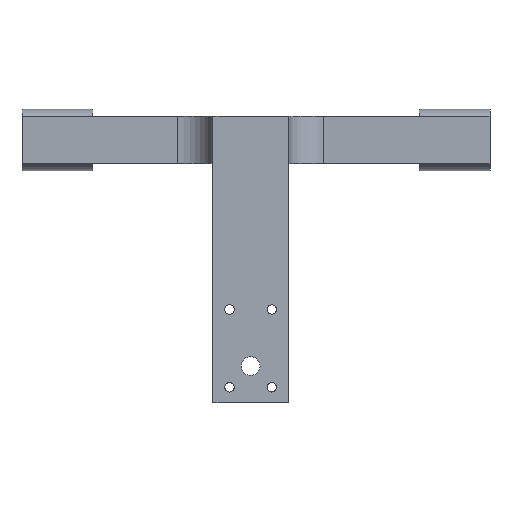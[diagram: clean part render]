
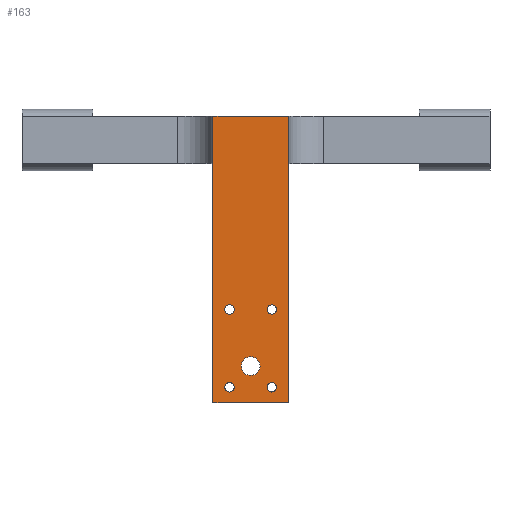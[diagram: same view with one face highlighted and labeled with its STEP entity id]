
A CAD part, top view. The second image highlights one B-rep face of the part: STEP entity #163.
In plain terms, the highlighted planar face has unit normal (0, 0, 1).
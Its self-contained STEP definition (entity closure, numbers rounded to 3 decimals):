
#8 = EDGE_CURVE ( 'NONE', #588, #815, #631, .T. ) ;
#11 = VERTEX_POINT ( 'NONE', #837 ) ;
#17 = ORIENTED_EDGE ( 'NONE', *, *, #626, .F. ) ;
#18 = DIRECTION ( 'NONE',  ( 1., 0., 0. ) ) ;
#27 = DIRECTION ( 'NONE',  ( 0., 0., 1. ) ) ;
#45 = VECTOR ( 'NONE', #966, 1000. ) ;
#51 = VECTOR ( 'NONE', #378, 1000. ) ;
#76 = EDGE_CURVE ( 'NONE', #288, #1294, #1061, .T. ) ;
#126 = CIRCLE ( 'NONE', #849, 2. ) ;
#128 = AXIS2_PLACEMENT_3D ( 'NONE', #251, #1065, #571 ) ;
#138 = CARTESIAN_POINT ( 'NONE',  ( 0., -7.5, 5. ) ) ;
#142 = AXIS2_PLACEMENT_3D ( 'NONE', #1244, #736, #229 ) ;
#156 = LINE ( 'NONE', #568, #45 ) ;
#157 = AXIS2_PLACEMENT_3D ( 'NONE', #358, #275, #1181 ) ;
#159 = CARTESIAN_POINT ( 'NONE',  ( -9., 16.5, 5. ) ) ;
#163 = ADVANCED_FACE ( 'NONE', ( #1082, #575, #798, #1210, #271, #777 ), #173, .T. ) ;
#170 = CARTESIAN_POINT ( 'NONE',  ( -16., -23., 5. ) ) ;
#173 = PLANE ( 'NONE',  #310 ) ;
#179 = EDGE_LOOP ( 'NONE', ( #387, #297 ) ) ;
#204 = ORIENTED_EDGE ( 'NONE', *, *, #918, .F. ) ;
#229 = DIRECTION ( 'NONE',  ( 1., 0., 0. ) ) ;
#230 = CARTESIAN_POINT ( 'NONE',  ( -7., -16.5, 5. ) ) ;
#232 = ORIENTED_EDGE ( 'NONE', *, *, #411, .T. ) ;
#236 = CARTESIAN_POINT ( 'NONE',  ( 9., 16.5, 5. ) ) ;
#241 = AXIS2_PLACEMENT_3D ( 'NONE', #545, #740, #18 ) ;
#251 = CARTESIAN_POINT ( 'NONE',  ( 9., -16.5, 5. ) ) ;
#252 = ORIENTED_EDGE ( 'NONE', *, *, #76, .F. ) ;
#268 = CIRCLE ( 'NONE', #157, 2. ) ;
#271 = FACE_BOUND ( 'NONE', #1252, .T. ) ;
#275 = DIRECTION ( 'NONE',  ( 0., 0., 1. ) ) ;
#287 = AXIS2_PLACEMENT_3D ( 'NONE', #835, #615, #1129 ) ;
#288 = VERTEX_POINT ( 'NONE', #961 ) ;
#297 = ORIENTED_EDGE ( 'NONE', *, *, #8, .F. ) ;
#299 = CARTESIAN_POINT ( 'NONE',  ( 0., 0., 5. ) ) ;
#302 = VERTEX_POINT ( 'NONE', #170 ) ;
#307 = EDGE_CURVE ( 'NONE', #420, #521, #268, .T. ) ;
#310 = AXIS2_PLACEMENT_3D ( 'NONE', #299, #385, #898 ) ;
#344 = DIRECTION ( 'NONE',  ( 1., 0., 0. ) ) ;
#349 = ORIENTED_EDGE ( 'NONE', *, *, #1020, .T. ) ;
#354 = DIRECTION ( 'NONE',  ( 1., 0., 0. ) ) ;
#358 = CARTESIAN_POINT ( 'NONE',  ( 9., 16.5, 5. ) ) ;
#364 = VECTOR ( 'NONE', #929, 1000. ) ;
#378 = DIRECTION ( 'NONE',  ( 1., 0., 0. ) ) ;
#385 = DIRECTION ( 'NONE',  ( 0., 0., 1. ) ) ;
#387 = ORIENTED_EDGE ( 'NONE', *, *, #781, .F. ) ;
#402 = EDGE_LOOP ( 'NONE', ( #1259, #1072 ) ) ;
#403 = LINE ( 'NONE', #807, #1154 ) ;
#411 = EDGE_CURVE ( 'NONE', #302, #1126, #453, .T. ) ;
#420 = VERTEX_POINT ( 'NONE', #782 ) ;
#435 = VERTEX_POINT ( 'NONE', #1066 ) ;
#450 = DIRECTION ( 'NONE',  ( 0., 0., 1. ) ) ;
#453 = LINE ( 'NONE', #981, #51 ) ;
#467 = CARTESIAN_POINT ( 'NONE',  ( 16., -23., 5. ) ) ;
#468 = VERTEX_POINT ( 'NONE', #581 ) ;
#487 = AXIS2_PLACEMENT_3D ( 'NONE', #159, #648, #354 ) ;
#521 = VERTEX_POINT ( 'NONE', #911 ) ;
#527 = CARTESIAN_POINT ( 'NONE',  ( 11., -16.5, 5. ) ) ;
#535 = CIRCLE ( 'NONE', #1136, 4. ) ;
#545 = CARTESIAN_POINT ( 'NONE',  ( -9., 16.5, 5. ) ) ;
#561 = CIRCLE ( 'NONE', #241, 2. ) ;
#568 = CARTESIAN_POINT ( 'NONE',  ( 16., 0., 5. ) ) ;
#571 = DIRECTION ( 'NONE',  ( 1., 0., 0. ) ) ;
#572 = AXIS2_PLACEMENT_3D ( 'NONE', #138, #851, #970 ) ;
#574 = AXIS2_PLACEMENT_3D ( 'NONE', #980, #450, #344 ) ;
#575 = FACE_BOUND ( 'NONE', #1051, .T. ) ;
#581 = CARTESIAN_POINT ( 'NONE',  ( -16., 98.5, 5. ) ) ;
#588 = VERTEX_POINT ( 'NONE', #527 ) ;
#597 = EDGE_CURVE ( 'NONE', #1294, #288, #561, .T. ) ;
#615 = DIRECTION ( 'NONE',  ( 0., 0., 1. ) ) ;
#621 = DIRECTION ( 'NONE',  ( 0., 0., 1. ) ) ;
#626 = EDGE_CURVE ( 'NONE', #1231, #1029, #1092, .T. ) ;
#631 = CIRCLE ( 'NONE', #142, 2. ) ;
#632 = ORIENTED_EDGE ( 'NONE', *, *, #1057, .F. ) ;
#640 = CIRCLE ( 'NONE', #572, 4. ) ;
#648 = DIRECTION ( 'NONE',  ( 0., 0., 1. ) ) ;
#704 = ORIENTED_EDGE ( 'NONE', *, *, #597, .F. ) ;
#706 = EDGE_LOOP ( 'NONE', ( #1056, #204, #349, #232 ) ) ;
#736 = DIRECTION ( 'NONE',  ( 0., 0., 1. ) ) ;
#740 = DIRECTION ( 'NONE',  ( 0., 0., 1. ) ) ;
#741 = EDGE_CURVE ( 'NONE', #435, #1126, #156, .T. ) ;
#773 = VERTEX_POINT ( 'NONE', #774 ) ;
#774 = CARTESIAN_POINT ( 'NONE',  ( 4., -7.5, 5. ) ) ;
#777 = FACE_BOUND ( 'NONE', #985, .T. ) ;
#781 = EDGE_CURVE ( 'NONE', #815, #588, #1283, .T. ) ;
#782 = CARTESIAN_POINT ( 'NONE',  ( 7., 16.5, 5. ) ) ;
#798 = FACE_BOUND ( 'NONE', #402, .T. ) ;
#807 = CARTESIAN_POINT ( 'NONE',  ( 0., 98.5, 5. ) ) ;
#814 = CARTESIAN_POINT ( 'NONE',  ( 0., -7.5, 5. ) ) ;
#815 = VERTEX_POINT ( 'NONE', #1267 ) ;
#818 = EDGE_CURVE ( 'NONE', #1029, #1231, #873, .T. ) ;
#820 = LINE ( 'NONE', #1149, #364 ) ;
#827 = DIRECTION ( 'NONE',  ( 1., 0., 0. ) ) ;
#835 = CARTESIAN_POINT ( 'NONE',  ( -9., -16.5, 5. ) ) ;
#837 = CARTESIAN_POINT ( 'NONE',  ( -4., -7.5, 5. ) ) ;
#849 = AXIS2_PLACEMENT_3D ( 'NONE', #236, #621, #1251 ) ;
#851 = DIRECTION ( 'NONE',  ( 0., 0., 1. ) ) ;
#873 = CIRCLE ( 'NONE', #574, 2. ) ;
#898 = DIRECTION ( 'NONE',  ( 1., 0., 0. ) ) ;
#911 = CARTESIAN_POINT ( 'NONE',  ( 11., 16.5, 5. ) ) ;
#918 = EDGE_CURVE ( 'NONE', #468, #435, #403, .T. ) ;
#929 = DIRECTION ( 'NONE',  ( 0., -1., 0. ) ) ;
#932 = ORIENTED_EDGE ( 'NONE', *, *, #818, .F. ) ;
#961 = CARTESIAN_POINT ( 'NONE',  ( -7., 16.5, 5. ) ) ;
#966 = DIRECTION ( 'NONE',  ( 0., -1., 0. ) ) ;
#970 = DIRECTION ( 'NONE',  ( 1., 0., 0. ) ) ;
#980 = CARTESIAN_POINT ( 'NONE',  ( -9., -16.5, 5. ) ) ;
#981 = CARTESIAN_POINT ( 'NONE',  ( 0., -23., 5. ) ) ;
#985 = EDGE_LOOP ( 'NONE', ( #1186, #632 ) ) ;
#1017 = DIRECTION ( 'NONE',  ( 1., 0., 0. ) ) ;
#1020 = EDGE_CURVE ( 'NONE', #468, #302, #820, .T. ) ;
#1029 = VERTEX_POINT ( 'NONE', #230 ) ;
#1051 = EDGE_LOOP ( 'NONE', ( #17, #932 ) ) ;
#1055 = CARTESIAN_POINT ( 'NONE',  ( -11., -16.5, 5. ) ) ;
#1056 = ORIENTED_EDGE ( 'NONE', *, *, #741, .F. ) ;
#1057 = EDGE_CURVE ( 'NONE', #521, #420, #126, .T. ) ;
#1061 = CIRCLE ( 'NONE', #487, 2. ) ;
#1065 = DIRECTION ( 'NONE',  ( 0., 0., 1. ) ) ;
#1066 = CARTESIAN_POINT ( 'NONE',  ( 16., 98.5, 5. ) ) ;
#1072 = ORIENTED_EDGE ( 'NONE', *, *, #1113, .F. ) ;
#1082 = FACE_OUTER_BOUND ( 'NONE', #706, .T. ) ;
#1092 = CIRCLE ( 'NONE', #287, 2. ) ;
#1113 = EDGE_CURVE ( 'NONE', #773, #11, #535, .T. ) ;
#1126 = VERTEX_POINT ( 'NONE', #467 ) ;
#1129 = DIRECTION ( 'NONE',  ( 1., 0., 0. ) ) ;
#1136 = AXIS2_PLACEMENT_3D ( 'NONE', #814, #27, #827 ) ;
#1149 = CARTESIAN_POINT ( 'NONE',  ( -16., 0., 5. ) ) ;
#1154 = VECTOR ( 'NONE', #1017, 1000. ) ;
#1181 = DIRECTION ( 'NONE',  ( 1., 0., 0. ) ) ;
#1186 = ORIENTED_EDGE ( 'NONE', *, *, #307, .F. ) ;
#1210 = FACE_BOUND ( 'NONE', #179, .T. ) ;
#1216 = CARTESIAN_POINT ( 'NONE',  ( -11., 16.5, 5. ) ) ;
#1231 = VERTEX_POINT ( 'NONE', #1055 ) ;
#1242 = EDGE_CURVE ( 'NONE', #11, #773, #640, .T. ) ;
#1244 = CARTESIAN_POINT ( 'NONE',  ( 9., -16.5, 5. ) ) ;
#1251 = DIRECTION ( 'NONE',  ( 1., 0., 0. ) ) ;
#1252 = EDGE_LOOP ( 'NONE', ( #704, #252 ) ) ;
#1259 = ORIENTED_EDGE ( 'NONE', *, *, #1242, .F. ) ;
#1267 = CARTESIAN_POINT ( 'NONE',  ( 7., -16.5, 5. ) ) ;
#1283 = CIRCLE ( 'NONE', #128, 2. ) ;
#1294 = VERTEX_POINT ( 'NONE', #1216 ) ;
